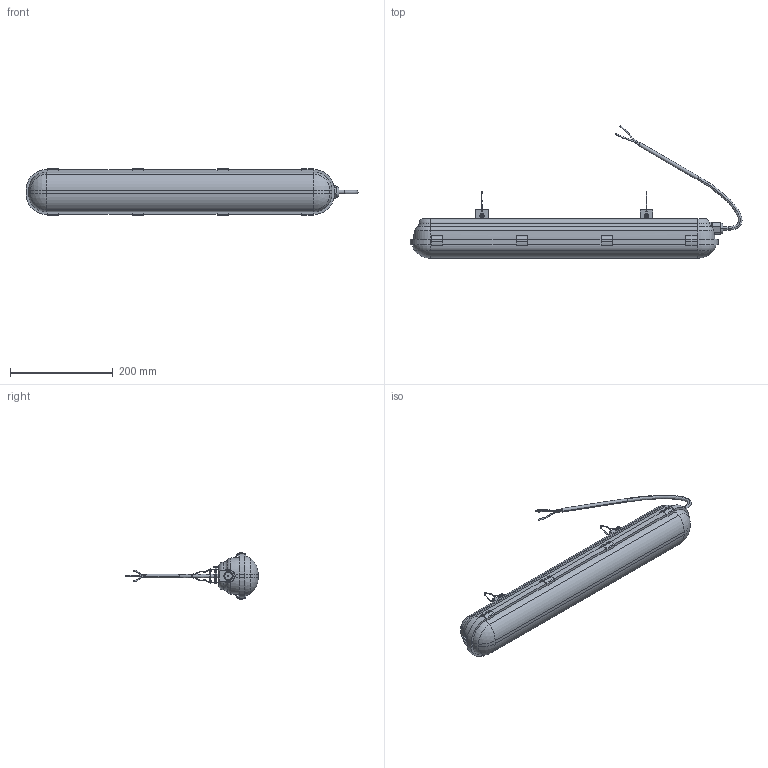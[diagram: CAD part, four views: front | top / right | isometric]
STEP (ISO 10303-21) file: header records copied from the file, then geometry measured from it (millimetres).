
FILE_DESCRIPTION (( 'STEP AP214' ), '1' );
FILE_NAME ('Ñâåòèëüíèê ïîòîëî÷íûé ÄÑÏ 1401 20 Âò IP65.STEP', '2017-08-28T09:34:42', ( '' ), ( '' ), 'SwSTEP 2.0', 'SolidWorks 2014', '' );
FILE_SCHEMA (( 'AUTOMOTIVE_DESIGN' ));
Length unit declared in the file: millimetre
Products named in the file (1): Ñâåòèëüíèê ïîòîëî÷íûé ÄÑÏ 1401 20 Âò IP65
Bounding box: 645.73 x 257.6 x 89.97 mm (x, y, z)
Volume: 2860464.7 mm3; surface area: 210891.2 mm2
Topology: 1 solids, 2 shells, 456 faces, 1258 edges, 800 vertices
Faces by surface type: plane 196, cylinder 178, torus 66, cone 10, sphere 4, bspline 2
Entity records: 15496 total; most frequent: CARTESIAN_POINT 3501, DIRECTION 2604, ORIENTED_EDGE 2516, EDGE_CURVE 1258, AXIS2_PLACEMENT_3D 967, VERTEX_POINT 800, VECTOR 670, LINE 670
